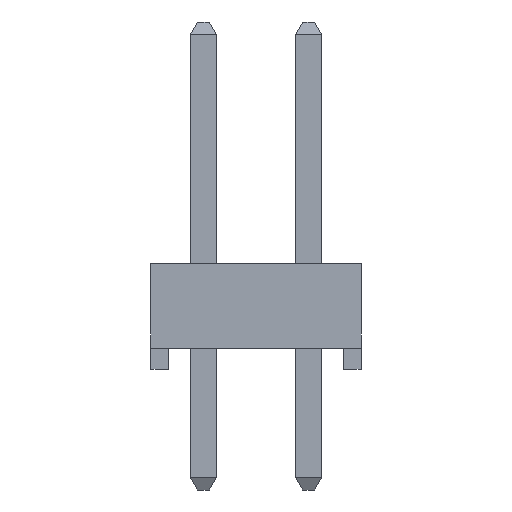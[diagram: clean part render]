
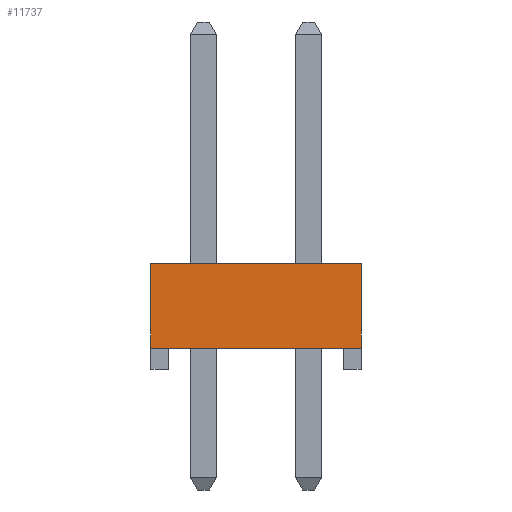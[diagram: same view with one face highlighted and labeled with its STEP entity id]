
A CAD part, left-side view. The second image highlights one B-rep face of the part: STEP entity #11737.
In plain terms, the highlighted planar face has unit normal (-1, 0, 0).
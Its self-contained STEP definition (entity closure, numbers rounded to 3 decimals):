
#103=FACE_OUTER_BOUND($,#865,.T.);
#865=EDGE_LOOP($,(#7700,#7701,#7702,#7703));
#1640=LINE($,#16641,#3300);
#1652=LINE($,#16666,#3312);
#1653=LINE($,#16667,#3313);
#1654=LINE($,#16668,#3314);
#3300=VECTOR($,#13449,5.08);
#3312=VECTOR($,#13463,5.08);
#3313=VECTOR($,#13464,2.032);
#3314=VECTOR($,#13465,2.032);
#4952=VERTEX_POINT($,#16638);
#4953=VERTEX_POINT($,#16640);
#4964=VERTEX_POINT($,#16664);
#4965=VERTEX_POINT($,#16665);
#6008=EDGE_CURVE($,#4952,#4953,#1640,.T.);
#6020=EDGE_CURVE($,#4964,#4965,#1652,.T.);
#6021=EDGE_CURVE($,#4953,#4965,#1653,.T.);
#6022=EDGE_CURVE($,#4964,#4952,#1654,.T.);
#7700=ORIENTED_EDGE($,*,*,#6020,.T.);
#7701=ORIENTED_EDGE($,*,*,#6021,.F.);
#7702=ORIENTED_EDGE($,*,*,#6008,.F.);
#7703=ORIENTED_EDGE($,*,*,#6022,.F.);
#10975=PLANE($,#12650);
#11737=ADVANCED_FACE($,(#103),#10975,.F.);
#12650=AXIS2_PLACEMENT_3D($,#16663,#13461,#13462);
#13449=DIRECTION($,(0.,1.,0.));
#13461=DIRECTION('center_axis',(1.,0.,0.));
#13462=DIRECTION('ref_axis',(0.,1.,0.));
#13463=DIRECTION($,(0.,1.,0.));
#13464=DIRECTION($,(0.,0.,1.));
#13465=DIRECTION($,(0.,0.,-1.));
#16638=CARTESIAN_POINT('',(-13.97,-2.54,0.508));
#16640=CARTESIAN_POINT('',(-13.97,2.54,0.508));
#16641=CARTESIAN_POINT($,(-13.97,0.,0.508));
#16663=CARTESIAN_POINT('Origin',(-13.97,0.,1.524));
#16664=CARTESIAN_POINT('',(-13.97,-2.54,2.54));
#16665=CARTESIAN_POINT('',(-13.97,2.54,2.54));
#16666=CARTESIAN_POINT($,(-13.97,0.,2.54));
#16667=CARTESIAN_POINT($,(-13.97,2.54,1.524));
#16668=CARTESIAN_POINT($,(-13.97,-2.54,1.524));
